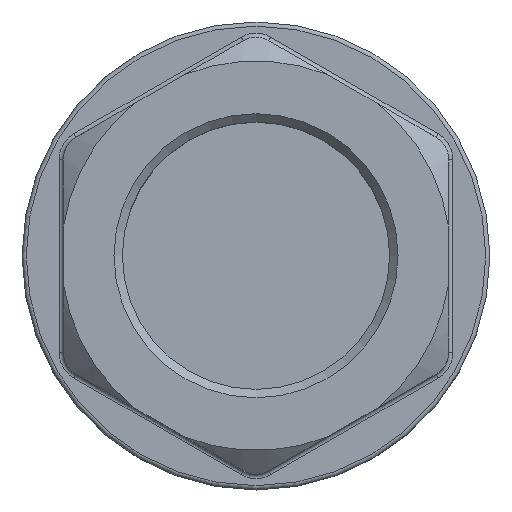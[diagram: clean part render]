
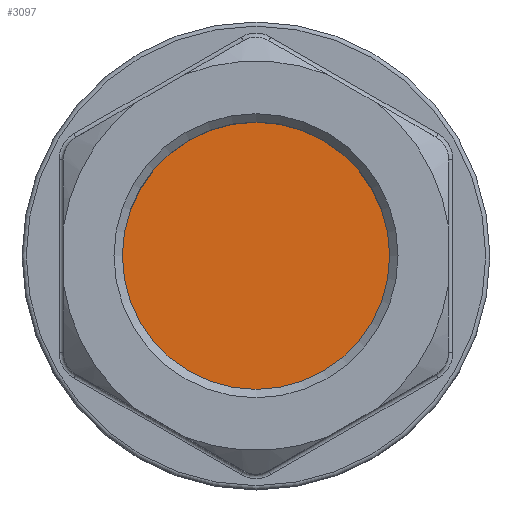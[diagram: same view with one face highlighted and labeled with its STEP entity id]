
A CAD part, top view. The second image highlights one B-rep face of the part: STEP entity #3097.
In plain terms, the highlighted planar face has unit normal (0, 0, 1).
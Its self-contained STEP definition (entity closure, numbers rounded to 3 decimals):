
#164=PLANE('',#3424);
#365=FACE_OUTER_BOUND('',#550,.T.);
#550=EDGE_LOOP('',(#2680));
#1060=CIRCLE('',#3425,16.);
#1408=VERTEX_POINT('',#6413);
#1839=EDGE_CURVE('',#1408,#1408,#1060,.T.);
#2680=ORIENTED_EDGE('',*,*,#1839,.F.);
#3097=ADVANCED_FACE('',(#365),#164,.F.);
#3424=AXIS2_PLACEMENT_3D('',#6412,#4203,#4204);
#3425=AXIS2_PLACEMENT_3D('',#6414,#4205,#4206);
#4203=DIRECTION('center_axis',(0.,0.,-1.));
#4204=DIRECTION('ref_axis',(-1.,0.,0.));
#4205=DIRECTION('center_axis',(0.,0.,-1.));
#4206=DIRECTION('ref_axis',(-1.,0.,0.));
#6412=CARTESIAN_POINT('Origin',(0.,0.,0.));
#6413=CARTESIAN_POINT('',(16.,0.,0.));
#6414=CARTESIAN_POINT('Origin',(0.,0.,0.));
